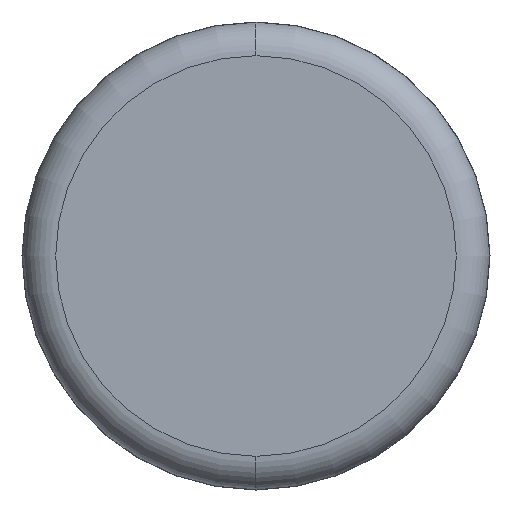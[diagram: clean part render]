
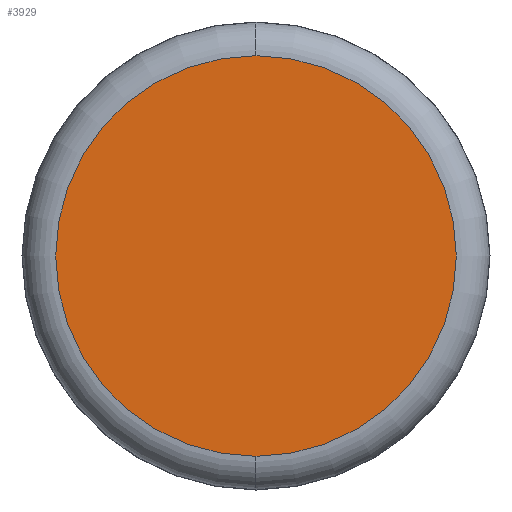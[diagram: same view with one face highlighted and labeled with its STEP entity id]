
A CAD part, left-side view. The second image highlights one B-rep face of the part: STEP entity #3929.
In plain terms, the highlighted planar face has unit normal (-1, 0, 0).
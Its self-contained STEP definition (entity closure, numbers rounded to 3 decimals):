
#939=CARTESIAN_POINT('',(-1.75,0.,0.));
#940=DIRECTION('',(-1.,0.,0.));
#941=DIRECTION('',(0.,0.,-1.));
#942=AXIS2_PLACEMENT_3D('',#939,#940,#941);
#944=CARTESIAN_POINT('',(-1.75,0.,0.));
#945=DIRECTION('',(-1.,0.,0.));
#946=DIRECTION('',(0.,0.,1.));
#947=AXIS2_PLACEMENT_3D('',#944,#945,#946);
#2311=CARTESIAN_POINT('',(-1.75,0.,-0.6));
#2312=CARTESIAN_POINT('',(-1.75,0.,0.6));
#2313=VERTEX_POINT('',#2311);
#2314=VERTEX_POINT('',#2312);
#3919=CARTESIAN_POINT('',(-1.75,0.,0.));
#3920=DIRECTION('',(-1.,0.,0.));
#3921=DIRECTION('',(0.,0.,-1.));
#3922=AXIS2_PLACEMENT_3D('',#3919,#3920,#3921);
#3923=PLANE('',#3922);
#3925=ORIENTED_EDGE('',*,*,#3924,.F.);
#3926=ORIENTED_EDGE('',*,*,#3902,.F.);
#3927=EDGE_LOOP('',(#3925,#3926));
#3928=FACE_OUTER_BOUND('',#3927,.F.);
#3929=ADVANCED_FACE('',(#3928),#3923,.T.);
#943=CIRCLE('',#942,0.6);
#948=CIRCLE('',#947,0.6);
#3902=EDGE_CURVE('',#2314,#2313,#948,.T.);
#3924=EDGE_CURVE('',#2313,#2314,#943,.T.);
